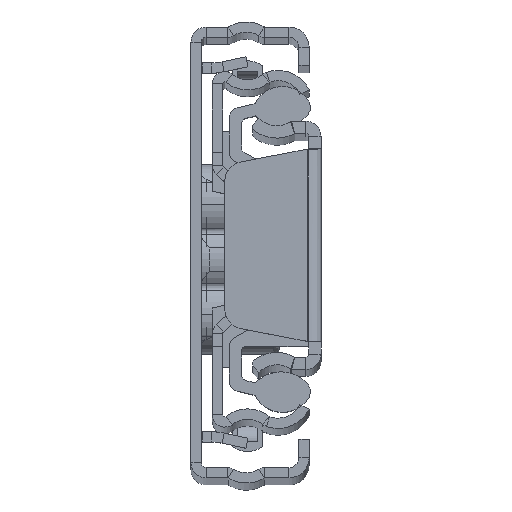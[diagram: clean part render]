
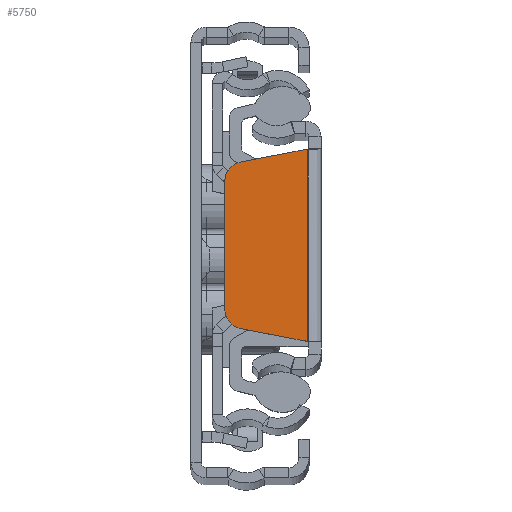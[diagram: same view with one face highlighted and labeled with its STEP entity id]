
A CAD part, top view. The second image highlights one B-rep face of the part: STEP entity #5750.
In plain terms, the highlighted planar face has unit normal (0, 0, 1).
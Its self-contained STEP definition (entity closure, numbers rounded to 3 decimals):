
#268 = EDGE_CURVE ( 'NONE', #4409, #16570, #3936, .T. ) ;
#660 = CARTESIAN_POINT ( 'NONE',  ( -7.778, -8.147, 0. ) ) ;
#944 = DIRECTION ( 'NONE',  ( -1., 0., 0. ) ) ;
#951 = ORIENTED_EDGE ( 'NONE', *, *, #16953, .T. ) ;
#1025 = ORIENTED_EDGE ( 'NONE', *, *, #14854, .F. ) ;
#1271 = DIRECTION ( 'NONE',  ( 0., 0., -1. ) ) ;
#1881 = CARTESIAN_POINT ( 'NONE',  ( -9.401, 6.183, 0. ) ) ;
#3610 = LINE ( 'NONE', #17748, #16282 ) ;
#3912 = CARTESIAN_POINT ( 'NONE',  ( -7.401, -6.183, 0. ) ) ;
#3936 = LINE ( 'NONE', #7346, #13984 ) ;
#4409 = VERTEX_POINT ( 'NONE', #660 ) ;
#5130 = FACE_OUTER_BOUND ( 'NONE', #19776, .T. ) ;
#5705 = VERTEX_POINT ( 'NONE', #19390 ) ;
#5750 = ADVANCED_FACE ( 'NONE', ( #5130 ), #12299, .F. ) ;
#6230 = ORIENTED_EDGE ( 'NONE', *, *, #19605, .T. ) ;
#6347 = DIRECTION ( 'NONE',  ( 0., 0., 1. ) ) ;
#6902 = DIRECTION ( 'NONE',  ( -0.982, -0.189, 0. ) ) ;
#7346 = CARTESIAN_POINT ( 'NONE',  ( -1.786, -9.298, 0. ) ) ;
#7461 = CARTESIAN_POINT ( 'NONE',  ( -7.778, 8.147, 0. ) ) ;
#7540 = DIRECTION ( 'NONE',  ( -1., 0., 0. ) ) ;
#7943 = DIRECTION ( 'NONE',  ( 0., -1., 0. ) ) ;
#8065 = CARTESIAN_POINT ( 'NONE',  ( -1.36, -9.379, 0. ) ) ;
#8576 = VERTEX_POINT ( 'NONE', #7461 ) ;
#9980 = ORIENTED_EDGE ( 'NONE', *, *, #16727, .T. ) ;
#10276 = ORIENTED_EDGE ( 'NONE', *, *, #268, .T. ) ;
#10537 = DIRECTION ( 'NONE',  ( -1., 0., 0. ) ) ;
#11577 = LINE ( 'NONE', #8065, #11670 ) ;
#11670 = VECTOR ( 'NONE', #7943, 1000. ) ;
#11745 = CIRCLE ( 'NONE', #21943, 2. ) ;
#12017 = CARTESIAN_POINT ( 'NONE',  ( -1.36, -9.379, 0. ) ) ;
#12299 = PLANE ( 'NONE',  #15772 ) ;
#13725 = CARTESIAN_POINT ( 'NONE',  ( 0., 0., 0. ) ) ;
#13914 = AXIS2_PLACEMENT_3D ( 'NONE', #15655, #6347, #944 ) ;
#13984 = VECTOR ( 'NONE', #21717, 1000. ) ;
#14068 = EDGE_CURVE ( 'NONE', #8576, #15395, #18061, .T. ) ;
#14209 = DIRECTION ( 'NONE',  ( 0., -1., 0. ) ) ;
#14438 = LINE ( 'NONE', #21627, #19541 ) ;
#14765 = ORIENTED_EDGE ( 'NONE', *, *, #14068, .T. ) ;
#14854 = EDGE_CURVE ( 'NONE', #19440, #16570, #11577, .T. ) ;
#15395 = VERTEX_POINT ( 'NONE', #1881 ) ;
#15655 = CARTESIAN_POINT ( 'NONE',  ( -7.401, 6.183, 0. ) ) ;
#15772 = AXIS2_PLACEMENT_3D ( 'NONE', #13725, #1271, #10537 ) ;
#16282 = VECTOR ( 'NONE', #14209, 1000. ) ;
#16570 = VERTEX_POINT ( 'NONE', #12017 ) ;
#16727 = EDGE_CURVE ( 'NONE', #5705, #4409, #11745, .T. ) ;
#16953 = EDGE_CURVE ( 'NONE', #15395, #5705, #3610, .T. ) ;
#17748 = CARTESIAN_POINT ( 'NONE',  ( -9.401, 0., 0. ) ) ;
#18061 = CIRCLE ( 'NONE', #13914, 2. ) ;
#18683 = CARTESIAN_POINT ( 'NONE',  ( -1.36, 9.379, 0. ) ) ;
#19390 = CARTESIAN_POINT ( 'NONE',  ( -9.401, -6.183, 0. ) ) ;
#19440 = VERTEX_POINT ( 'NONE', #18683 ) ;
#19541 = VECTOR ( 'NONE', #6902, 1000. ) ;
#19605 = EDGE_CURVE ( 'NONE', #19440, #8576, #14438, .T. ) ;
#19776 = EDGE_LOOP ( 'NONE', ( #951, #9980, #10276, #1025, #6230, #14765 ) ) ;
#20041 = DIRECTION ( 'NONE',  ( 0., 0., 1. ) ) ;
#21627 = CARTESIAN_POINT ( 'NONE',  ( -1.786, 9.298, 0. ) ) ;
#21717 = DIRECTION ( 'NONE',  ( 0.982, -0.189, 0. ) ) ;
#21943 = AXIS2_PLACEMENT_3D ( 'NONE', #3912, #20041, #7540 ) ;
